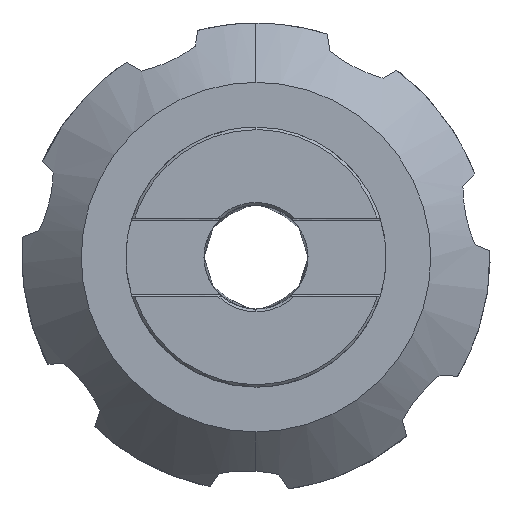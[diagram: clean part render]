
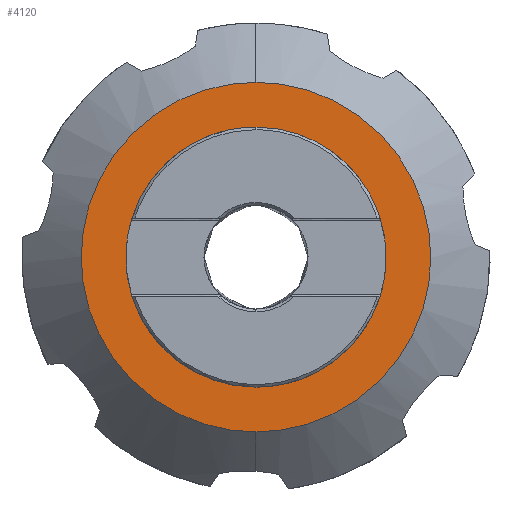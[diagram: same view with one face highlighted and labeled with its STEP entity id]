
A CAD part, front view. The second image highlights one B-rep face of the part: STEP entity #4120.
In plain terms, the highlighted free-form (B-spline) face has degree [1, 1] with [2, 2] control points.
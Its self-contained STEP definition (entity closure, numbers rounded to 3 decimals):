
#21 = EDGE_CURVE('',#22,#24,#26,.T.);
#22 = VERTEX_POINT('',#23);
#23 = CARTESIAN_POINT('',(14.537,31.143,74.499)
  );
#24 = VERTEX_POINT('',#25);
#25 = CARTESIAN_POINT('',(14.537,31.143,31.861
    ));
#26 = ( BOUNDED_CURVE() B_SPLINE_CURVE(2,(#27,#28,#29,#30,#31),
.UNSPECIFIED.,.F.,.F.) B_SPLINE_CURVE_WITH_KNOTS((3,2,3),(0.,
1.571,3.142),.PIECEWISE_BEZIER_KNOTS.) CURVE() 
GEOMETRIC_REPRESENTATION_ITEM() RATIONAL_B_SPLINE_CURVE((1.,
0.707,1.,0.707,1.)) REPRESENTATION_ITEM('') );
#27 = CARTESIAN_POINT('',(14.537,31.143,74.499)
  );
#28 = CARTESIAN_POINT('',(35.856,31.143,74.499)
  );
#29 = CARTESIAN_POINT('',(35.856,31.143,53.18
    ));
#30 = CARTESIAN_POINT('',(35.856,31.143,31.861
    ));
#31 = CARTESIAN_POINT('',(14.537,31.143,31.861
    ));
#76 = EDGE_CURVE('',#24,#22,#77,.T.);
#77 = ( BOUNDED_CURVE() B_SPLINE_CURVE(2,(#78,#79,#80,#81,#82),
.UNSPECIFIED.,.F.,.F.) B_SPLINE_CURVE_WITH_KNOTS((3,2,3),(3.142,
4.712,6.283),.PIECEWISE_BEZIER_KNOTS.) CURVE() 
GEOMETRIC_REPRESENTATION_ITEM() RATIONAL_B_SPLINE_CURVE((1.,
0.707,1.,0.707,1.)) REPRESENTATION_ITEM('') );
#78 = CARTESIAN_POINT('',(14.537,31.143,31.861
    ));
#79 = CARTESIAN_POINT('',(-6.782,31.143,31.861
    ));
#80 = CARTESIAN_POINT('',(-6.782,31.143,53.18
    ));
#81 = CARTESIAN_POINT('',(-6.782,31.143,74.499)
  );
#82 = CARTESIAN_POINT('',(14.537,31.143,74.499)
  );
#1104 = EDGE_CURVE('',#1105,#1107,#1109,.T.);
#1105 = VERTEX_POINT('',#1106);
#1106 = CARTESIAN_POINT('',(14.537,31.143,
    81.831));
#1107 = VERTEX_POINT('',#1108);
#1108 = CARTESIAN_POINT('',(14.537,31.143,
    24.528));
#1109 = ( BOUNDED_CURVE() B_SPLINE_CURVE(2,(#1110,#1111,#1112,#1113,
#1114),.UNSPECIFIED.,.F.,.F.) B_SPLINE_CURVE_WITH_KNOTS((3,2,3),(0.,
1.571,3.142),.PIECEWISE_BEZIER_KNOTS.) CURVE() 
GEOMETRIC_REPRESENTATION_ITEM() RATIONAL_B_SPLINE_CURVE((1.,
0.707,1.,0.707,1.)) REPRESENTATION_ITEM('') );
#1110 = CARTESIAN_POINT('',(14.537,31.143,
    81.831));
#1111 = CARTESIAN_POINT('',(43.189,31.143,
    81.831));
#1112 = CARTESIAN_POINT('',(43.189,31.143,
    53.18));
#1113 = CARTESIAN_POINT('',(43.189,31.143,
    24.528));
#1114 = CARTESIAN_POINT('',(14.537,31.143,
    24.528));
#3971 = EDGE_CURVE('',#1107,#1105,#3972,.T.);
#3972 = ( BOUNDED_CURVE() B_SPLINE_CURVE(2,(#3973,#3974,#3975,#3976,
#3977),.UNSPECIFIED.,.F.,.F.) B_SPLINE_CURVE_WITH_KNOTS((3,2,3),(
    3.142,4.712,6.283),
.PIECEWISE_BEZIER_KNOTS.) CURVE() GEOMETRIC_REPRESENTATION_ITEM() 
RATIONAL_B_SPLINE_CURVE((1.,0.707,1.,0.707,1.)) 
REPRESENTATION_ITEM('') );
#3973 = CARTESIAN_POINT('',(14.537,31.143,
    24.528));
#3974 = CARTESIAN_POINT('',(-14.114,31.143,
    24.528));
#3975 = CARTESIAN_POINT('',(-14.114,31.143,
    53.18));
#3976 = CARTESIAN_POINT('',(-14.114,31.143,
    81.831));
#3977 = CARTESIAN_POINT('',(14.537,31.143,
    81.831));
#4120 = ADVANCED_FACE('',(#4121,#4125),#4129,.T.);
#4121 = FACE_BOUND('',#4122,.T.);
#4122 = EDGE_LOOP('',(#4123,#4124));
#4123 = ORIENTED_EDGE('',*,*,#21,.T.);
#4124 = ORIENTED_EDGE('',*,*,#76,.T.);
#4125 = FACE_BOUND('',#4126,.T.);
#4126 = EDGE_LOOP('',(#4127,#4128));
#4127 = ORIENTED_EDGE('',*,*,#1104,.F.);
#4128 = ORIENTED_EDGE('',*,*,#3971,.F.);
#4129 = B_SPLINE_SURFACE_WITH_KNOTS('',1,1,(
    (#4130,#4131)
    ,(#4132,#4133
    )),.UNSPECIFIED.,.F.,.F.,.F.,(2,2),(2,2),(-33.599,
    33.599),(0.,67.197),.PIECEWISE_BEZIER_KNOTS.);
#4130 = CARTESIAN_POINT('',(-14.114,31.143,
    81.831));
#4131 = CARTESIAN_POINT('',(43.189,31.143,
    81.831));
#4132 = CARTESIAN_POINT('',(-14.114,31.143,
    24.528));
#4133 = CARTESIAN_POINT('',(43.189,31.143,
    24.528));
